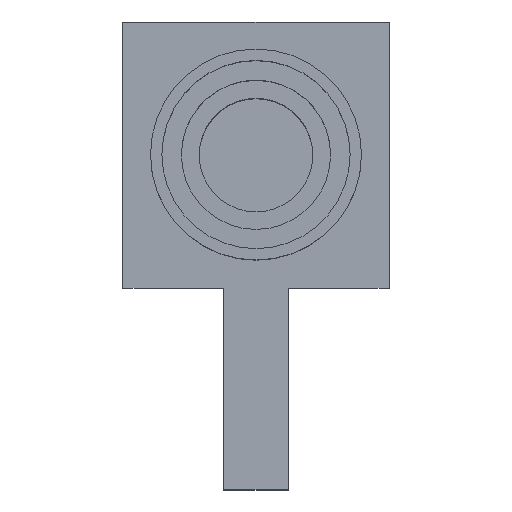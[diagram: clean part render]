
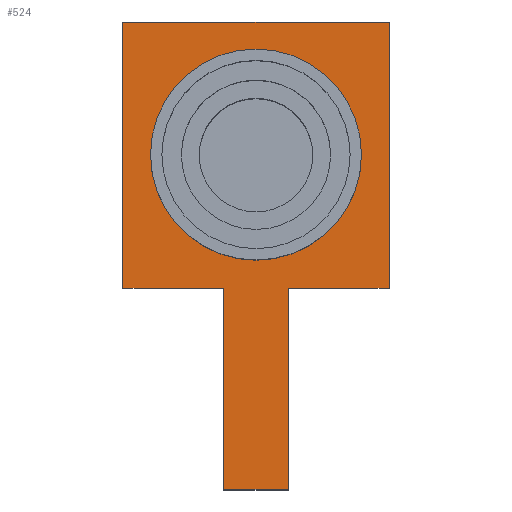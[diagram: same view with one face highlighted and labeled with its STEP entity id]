
A CAD part, top view. The second image highlights one B-rep face of the part: STEP entity #524.
In plain terms, the highlighted planar face has unit normal (0, 0, 1).
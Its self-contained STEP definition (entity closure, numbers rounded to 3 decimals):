
#15 = LINE ( 'NONE', #151, #1492 ) ;
#34 = ORIENTED_EDGE ( 'NONE', *, *, #436, .F. ) ;
#54 = EDGE_CURVE ( 'NONE', #1084, #440, #542, .T. ) ;
#62 = LINE ( 'NONE', #1477, #1414 ) ;
#88 = CARTESIAN_POINT ( 'NONE',  ( 0.5, -5.15, 0. ) ) ;
#93 = EDGE_CURVE ( 'NONE', #994, #1572, #15, .T. ) ;
#96 = DIRECTION ( 'NONE',  ( 1., 0., 0. ) ) ;
#99 = VECTOR ( 'NONE', #1113, 1000. ) ;
#116 = CARTESIAN_POINT ( 'NONE',  ( 0., 0., 0. ) ) ;
#141 = ORIENTED_EDGE ( 'NONE', *, *, #93, .T. ) ;
#151 = CARTESIAN_POINT ( 'NONE',  ( -2.05, -2.05, 0. ) ) ;
#184 = DIRECTION ( 'NONE',  ( -1., 0., 0. ) ) ;
#196 = VERTEX_POINT ( 'NONE', #949 ) ;
#211 = ORIENTED_EDGE ( 'NONE', *, *, #648, .T. ) ;
#212 = ORIENTED_EDGE ( 'NONE', *, *, #515, .T. ) ;
#270 = VERTEX_POINT ( 'NONE', #605 ) ;
#273 = VECTOR ( 'NONE', #1335, 1000. ) ;
#284 = CARTESIAN_POINT ( 'NONE',  ( -0.5, -5.15, 0. ) ) ;
#328 = DIRECTION ( 'NONE',  ( 0., 1., 0. ) ) ;
#342 = CARTESIAN_POINT ( 'NONE',  ( 0.5, -2.05, 0. ) ) ;
#350 = LINE ( 'NONE', #570, #1299 ) ;
#371 = DIRECTION ( 'NONE',  ( 0., 1., 0. ) ) ;
#405 = AXIS2_PLACEMENT_3D ( 'NONE', #1501, #473, #866 ) ;
#407 = VECTOR ( 'NONE', #371, 1000. ) ;
#415 = EDGE_CURVE ( 'NONE', #196, #984, #482, .T. ) ;
#420 = CARTESIAN_POINT ( 'NONE',  ( -1.25, 0., 0. ) ) ;
#436 = EDGE_CURVE ( 'NONE', #887, #615, #1547, .T. ) ;
#440 = VERTEX_POINT ( 'NONE', #88 ) ;
#473 = DIRECTION ( 'NONE',  ( 0., 0., -1. ) ) ;
#482 = LINE ( 'NONE', #743, #407 ) ;
#511 = CARTESIAN_POINT ( 'NONE',  ( -2.05, -2.05, 0. ) ) ;
#515 = EDGE_CURVE ( 'NONE', #1572, #1084, #982, .T. ) ;
#524 = ADVANCED_FACE ( 'NONE', ( #576, #846 ), #1089, .F. ) ;
#525 = CARTESIAN_POINT ( 'NONE',  ( -0.5, -2.05, 0. ) ) ;
#530 = EDGE_LOOP ( 'NONE', ( #34, #1252 ) ) ;
#542 = LINE ( 'NONE', #284, #273 ) ;
#570 = CARTESIAN_POINT ( 'NONE',  ( -2.05, -2.05, 0. ) ) ;
#576 = FACE_BOUND ( 'NONE', #530, .T. ) ;
#583 = EDGE_CURVE ( 'NONE', #270, #994, #350, .T. ) ;
#594 = DIRECTION ( 'NONE',  ( 1., 0., 0. ) ) ;
#605 = CARTESIAN_POINT ( 'NONE',  ( -2.05, 2.05, 0. ) ) ;
#609 = DIRECTION ( 'NONE',  ( 1., 0., 0. ) ) ;
#615 = VERTEX_POINT ( 'NONE', #1370 ) ;
#634 = DIRECTION ( 'NONE',  ( 0., 0., 1. ) ) ;
#648 = EDGE_CURVE ( 'NONE', #1195, #196, #1240, .T. ) ;
#699 = VECTOR ( 'NONE', #594, 1000. ) ;
#743 = CARTESIAN_POINT ( 'NONE',  ( 2.05, -2.05, 0. ) ) ;
#766 = CARTESIAN_POINT ( 'NONE',  ( 2.05, 2.05, 0. ) ) ;
#805 = CARTESIAN_POINT ( 'NONE',  ( -0.5, -5.15, 0. ) ) ;
#846 = FACE_OUTER_BOUND ( 'NONE', #1537, .T. ) ;
#866 = DIRECTION ( 'NONE',  ( -1., 0., 0. ) ) ;
#887 = VERTEX_POINT ( 'NONE', #420 ) ;
#949 = CARTESIAN_POINT ( 'NONE',  ( 2.05, -2.05, 0. ) ) ;
#961 = CARTESIAN_POINT ( 'NONE',  ( -2.05, 2.05, 0. ) ) ;
#982 = LINE ( 'NONE', #1362, #99 ) ;
#984 = VERTEX_POINT ( 'NONE', #766 ) ;
#994 = VERTEX_POINT ( 'NONE', #511 ) ;
#1084 = VERTEX_POINT ( 'NONE', #805 ) ;
#1089 = PLANE ( 'NONE',  #405 ) ;
#1104 = DIRECTION ( 'NONE',  ( 0., -1., 0. ) ) ;
#1106 = AXIS2_PLACEMENT_3D ( 'NONE', #116, #634, #609 ) ;
#1113 = DIRECTION ( 'NONE',  ( 0., -1., 0. ) ) ;
#1116 = ORIENTED_EDGE ( 'NONE', *, *, #583, .T. ) ;
#1136 = AXIS2_PLACEMENT_3D ( 'NONE', #1541, #1152, #96 ) ;
#1152 = DIRECTION ( 'NONE',  ( 0., 0., 1. ) ) ;
#1195 = VERTEX_POINT ( 'NONE', #1507 ) ;
#1204 = LINE ( 'NONE', #961, #1520 ) ;
#1240 = LINE ( 'NONE', #342, #699 ) ;
#1252 = ORIENTED_EDGE ( 'NONE', *, *, #1346, .F. ) ;
#1299 = VECTOR ( 'NONE', #1104, 1000. ) ;
#1306 = EDGE_CURVE ( 'NONE', #440, #1195, #62, .T. ) ;
#1310 = DIRECTION ( 'NONE',  ( 1., 0., 0. ) ) ;
#1335 = DIRECTION ( 'NONE',  ( 1., 0., 0. ) ) ;
#1346 = EDGE_CURVE ( 'NONE', #615, #887, #1633, .T. ) ;
#1362 = CARTESIAN_POINT ( 'NONE',  ( -0.5, -2.05, 0. ) ) ;
#1370 = CARTESIAN_POINT ( 'NONE',  ( 1.25, 0., 0. ) ) ;
#1379 = ORIENTED_EDGE ( 'NONE', *, *, #415, .T. ) ;
#1414 = VECTOR ( 'NONE', #328, 1000. ) ;
#1438 = ORIENTED_EDGE ( 'NONE', *, *, #1306, .T. ) ;
#1477 = CARTESIAN_POINT ( 'NONE',  ( 0.5, -5.15, 0. ) ) ;
#1492 = VECTOR ( 'NONE', #1310, 1000. ) ;
#1501 = CARTESIAN_POINT ( 'NONE',  ( 0., 0., 0. ) ) ;
#1507 = CARTESIAN_POINT ( 'NONE',  ( 0.5, -2.05, 0. ) ) ;
#1520 = VECTOR ( 'NONE', #184, 1000. ) ;
#1533 = ORIENTED_EDGE ( 'NONE', *, *, #1684, .T. ) ;
#1537 = EDGE_LOOP ( 'NONE', ( #1379, #1533, #1116, #141, #212, #1584, #1438, #211 ) ) ;
#1541 = CARTESIAN_POINT ( 'NONE',  ( 0., 0., 0. ) ) ;
#1547 = CIRCLE ( 'NONE', #1106, 1.25 ) ;
#1572 = VERTEX_POINT ( 'NONE', #525 ) ;
#1584 = ORIENTED_EDGE ( 'NONE', *, *, #54, .T. ) ;
#1633 = CIRCLE ( 'NONE', #1136, 1.25 ) ;
#1684 = EDGE_CURVE ( 'NONE', #984, #270, #1204, .T. ) ;
